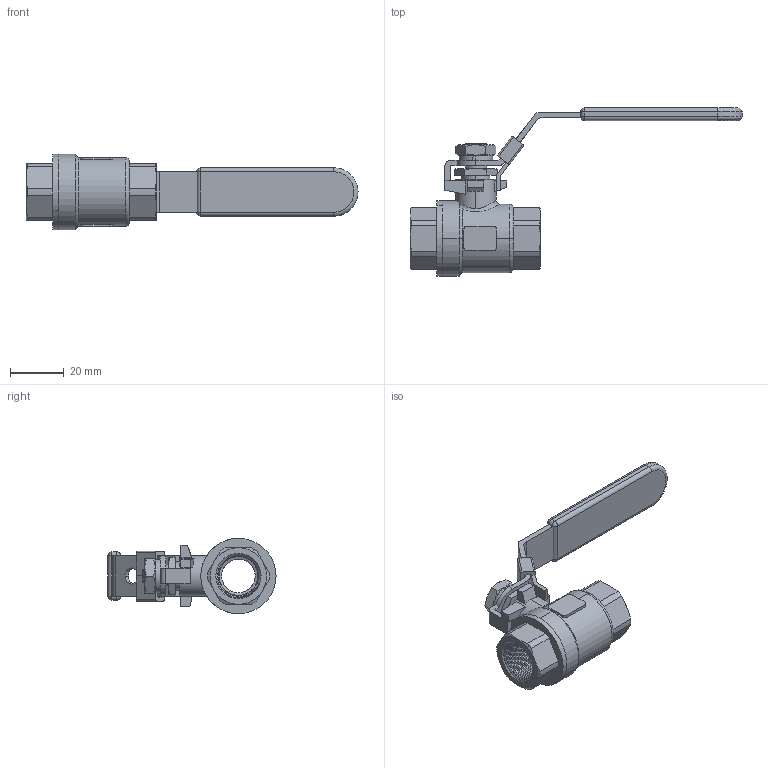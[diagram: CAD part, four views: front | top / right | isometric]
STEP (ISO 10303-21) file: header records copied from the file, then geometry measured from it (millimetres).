
FILE_DESCRIPTION (( 'STEP AP214' ), '1' );
FILE_NAME ('DN10轻型两片式球阀装配图.STEP', '2023-11-14T00:22:48', ( 'Windows User' ), ( 'P R C' ), 'SwSTEP 2.0', 'SolidWorks 2016', '' );
FILE_SCHEMA (( 'AUTOMOTIVE_DESIGN' ));
Length unit declared in the file: millimetre
Products named in the file (14): 0.375概极; 0.25-0.375笢粣; 0.25-0.375球垫; 0.25-0.375СƬ; 0.25-0.375笢諳; 0.25-0.375湮え; 蟀諉粟菜M8; 0.25-0.375球; 0.25-0.375參忒; 0.25-0.5跡擘; 0.375概裔; DN10轻型两片式球阀装配图; 0.25參杶; 蟀諉蹟譫M8
Assembly tree (14 placements, depth 2):
  DN10轻型两片式球阀装配图
    0.375概极
    0.375概裔
    0.25-0.375參忒
    蟀諉粟菜M8
    蟀諉蹟譫M8
    0.25-0.375湮え
    0.25-0.5跡擘
    0.25-0.375球
    0.25-0.375СƬ
    0.25-0.375笢諳
    0.25-0.375笢粣
    0.25-0.375球垫  x2
    0.25參杶
Bounding box: 123.5 x 62.54 x 28 mm (x, y, z)
Volume: 25234.1 mm3; surface area: 27422.2 mm2
Topology: 19 solids, 19 shells, 506 faces, 1312 edges, 845 vertices
Faces by surface type: cylinder 220, plane 159, cone 66, bspline 61
Entity records: 29784 total; most frequent: CARTESIAN_POINT 18018, ORIENTED_EDGE 2576, DIRECTION 2081, EDGE_CURVE 1288, VERTEX_POINT 835, AXIS2_PLACEMENT_3D 788, EDGE_LOOP 531, VECTOR 505
